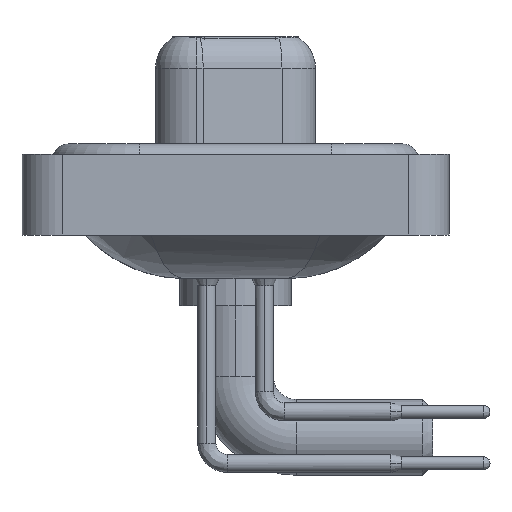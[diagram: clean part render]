
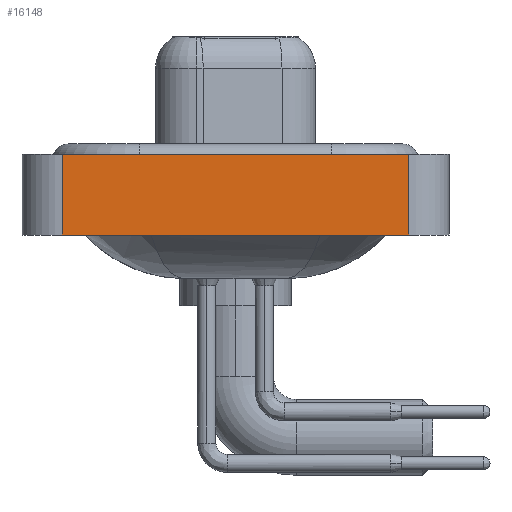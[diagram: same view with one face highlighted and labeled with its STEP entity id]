
A CAD part, left-side view. The second image highlights one B-rep face of the part: STEP entity #16148.
In plain terms, the highlighted planar face has unit normal (-1, 0, 0).
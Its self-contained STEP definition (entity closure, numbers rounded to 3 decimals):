
#1063 = EDGE_LOOP ( 'NONE', ( #7247, #13474, #16746, #19113 ) ) ;
#1697 = LINE ( 'NONE', #19619, #5149 ) ;
#1817 = EDGE_CURVE ( 'NONE', #4632, #19364, #1697, .T. ) ;
#1896 = DIRECTION ( 'NONE',  ( -1., 0., 0. ) ) ;
#3838 = CARTESIAN_POINT ( 'NONE',  ( -7.25, -8.55, 0.4 ) ) ;
#4572 = CARTESIAN_POINT ( 'NONE',  ( -7.25, 8.55, -3.6 ) ) ;
#4632 = VERTEX_POINT ( 'NONE', #8049 ) ;
#4734 = LINE ( 'NONE', #17023, #11540 ) ;
#5149 = VECTOR ( 'NONE', #10652, 1000. ) ;
#7247 = ORIENTED_EDGE ( 'NONE', *, *, #14429, .T. ) ;
#8049 = CARTESIAN_POINT ( 'NONE',  ( -7.25, 8.55, -3.6 ) ) ;
#8559 = DIRECTION ( 'NONE',  ( 0., -1., 0. ) ) ;
#8968 = VERTEX_POINT ( 'NONE', #18560 ) ;
#9433 = VECTOR ( 'NONE', #19789, 1000. ) ;
#9593 = EDGE_CURVE ( 'NONE', #14097, #8968, #11388, .T. ) ;
#10652 = DIRECTION ( 'NONE',  ( 0., -1., 0. ) ) ;
#10822 = CARTESIAN_POINT ( 'NONE',  ( -7.25, -8.55, -3.6 ) ) ;
#11388 = LINE ( 'NONE', #3838, #17992 ) ;
#11418 = CARTESIAN_POINT ( 'NONE',  ( -7.25, 8.55, 0.4 ) ) ;
#11540 = VECTOR ( 'NONE', #17120, 1000. ) ;
#12458 = PLANE ( 'NONE',  #18487 ) ;
#13474 = ORIENTED_EDGE ( 'NONE', *, *, #9593, .F. ) ;
#14097 = VERTEX_POINT ( 'NONE', #11418 ) ;
#14429 = EDGE_CURVE ( 'NONE', #19364, #8968, #4734, .T. ) ;
#15063 = EDGE_CURVE ( 'NONE', #4632, #14097, #16488, .T. ) ;
#15996 = DIRECTION ( 'NONE',  ( 0., 0., 1. ) ) ;
#16148 = ADVANCED_FACE ( 'NONE', ( #18904 ), #12458, .T. ) ;
#16488 = LINE ( 'NONE', #4572, #9433 ) ;
#16746 = ORIENTED_EDGE ( 'NONE', *, *, #15063, .F. ) ;
#17023 = CARTESIAN_POINT ( 'NONE',  ( -7.25, -8.55, -3.6 ) ) ;
#17120 = DIRECTION ( 'NONE',  ( 0., 0., 1. ) ) ;
#17992 = VECTOR ( 'NONE', #8559, 1000. ) ;
#18487 = AXIS2_PLACEMENT_3D ( 'NONE', #18597, #1896, #15996 ) ;
#18560 = CARTESIAN_POINT ( 'NONE',  ( -7.25, -8.55, 0.4 ) ) ;
#18597 = CARTESIAN_POINT ( 'NONE',  ( -7.25, -8.55, -3.6 ) ) ;
#18904 = FACE_OUTER_BOUND ( 'NONE', #1063, .T. ) ;
#19113 = ORIENTED_EDGE ( 'NONE', *, *, #1817, .T. ) ;
#19364 = VERTEX_POINT ( 'NONE', #10822 ) ;
#19619 = CARTESIAN_POINT ( 'NONE',  ( -7.25, -8.55, -3.6 ) ) ;
#19789 = DIRECTION ( 'NONE',  ( 0., 0., 1. ) ) ;
